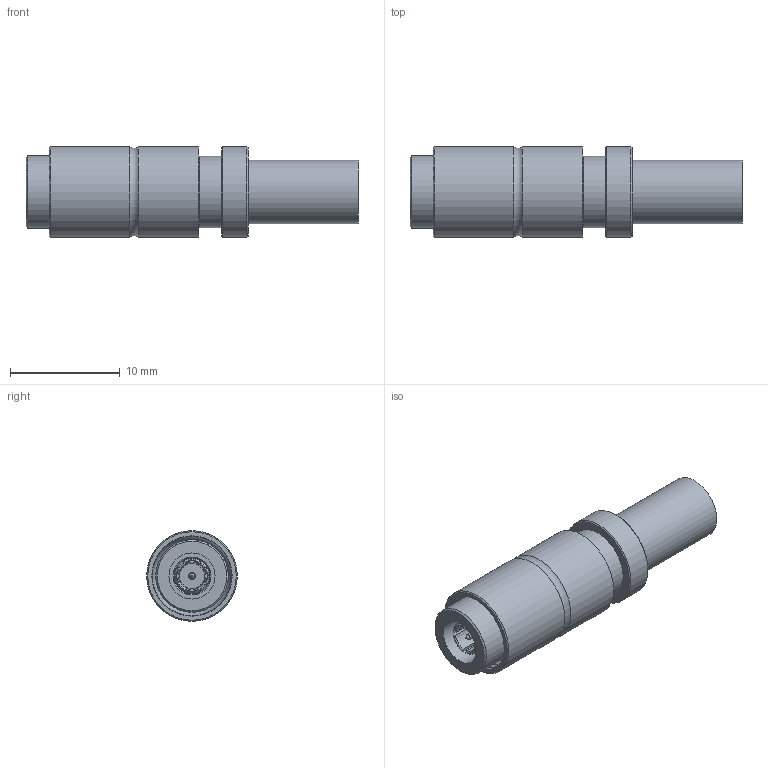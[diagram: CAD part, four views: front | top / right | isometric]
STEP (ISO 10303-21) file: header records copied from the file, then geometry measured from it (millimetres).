
FILE_DESCRIPTION (( 'STEP AP203' ), '1' );
FILE_NAME ('FMCN0005_3D.step', '2021-12-10T17:42:43', ( '' ), ( '' ), 'SwSTEP 2.0', 'SolidWorks 2021', '' );
FILE_SCHEMA (( 'CONFIG_CONTROL_DESIGN' ));
Length unit declared in the file: inch
Products named in the file (8): _DIN7A-PP-C-GF-ST-CA8_c^DIN7A-PP-C-GF-ST-CA8(2)_FMCN0005; _DIN7A-PP-C-GF-ST-CA8_s^DIN7A-PP-C-GF-ST-CA8(2)_FMCN0005; _DIN7A-PP-C-GF-ST-CA8_b^DIN7A-PP-C-GF-ST-CA8(2)_FMCN0005; DIN7A-PP-C-GF-ST-CA8(2)^FMCN0005; _DIN7A-PP-C-GF-ST-CA8_i^DIN7A-PP-C-GF-ST-CA8(2)_FMCN0005; _DIN7A-PP-C-GF-ST-CA8_p^DIN7A-PP-C-GF-ST-CA8(2)_FMCN0005; FMCN0005_3D; _DIN7A-PP-C-GF-ST-CA8_f^DIN7A-PP-C-GF-ST-CA8(2)_FMCN0005
Assembly tree (7 placements, depth 3):
  FMCN0005_3D
    DIN7A-PP-C-GF-ST-CA8(2)^FMCN0005
      _DIN7A-PP-C-GF-ST-CA8_b^DIN7A-PP-C-GF-ST-CA8(2)_FMCN0005
      _DIN7A-PP-C-GF-ST-CA8_c^DIN7A-PP-C-GF-ST-CA8(2)_FMCN0005
      _DIN7A-PP-C-GF-ST-CA8_i^DIN7A-PP-C-GF-ST-CA8(2)_FMCN0005
      _DIN7A-PP-C-GF-ST-CA8_p^DIN7A-PP-C-GF-ST-CA8(2)_FMCN0005
      _DIN7A-PP-C-GF-ST-CA8_s^DIN7A-PP-C-GF-ST-CA8(2)_FMCN0005
      _DIN7A-PP-C-GF-ST-CA8_f^DIN7A-PP-C-GF-ST-CA8(2)_FMCN0005
Bounding box: 30.2 x 8.25 x 8.25 mm (x, y, z)
Volume: 941.7 mm3; surface area: 1913.8 mm2
Topology: 6 solids, 6 shells, 131 faces, 257 edges, 157 vertices
Faces by surface type: plane 47, cone 46, cylinder 36, torus 2
Full cylindrical faces by diameter (mm): 0.51 x1, 0.6 x1, 0.66 x3, 0.7 x1, 1.35 x1, 2.3 x3, 2.8 x1, 2.9 x1, 3.15 x2, 3.2 x1, 3.9 x3, 4.2 x2, 4.3 x1, 4.72 x1, 4.9 x1, 5.2 x1, 5.35 x1, 5.4 x2, 5.45 x1, 5.8 x1, 6.5 x1, 6.6 x1, 7.24 x1, 7.3 x1, 8.25 x3
Entity records: 4309 total; most frequent: CARTESIAN_POINT 977, DIRECTION 556, ORIENTED_EDGE 388, AXIS2_PLACEMENT_3D 270, EDGE_LOOP 222, EDGE_CURVE 194, FACE_OUTER_BOUND 169, VERTEX_POINT 154
